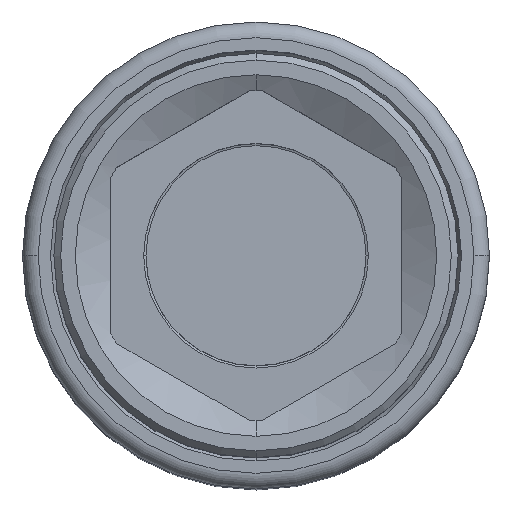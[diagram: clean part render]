
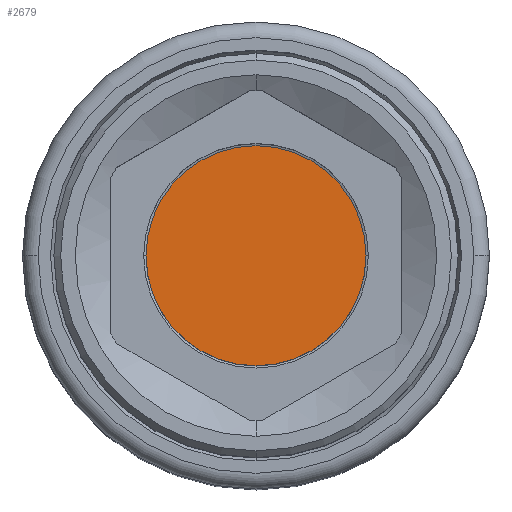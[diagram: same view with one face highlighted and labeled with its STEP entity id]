
A CAD part, top view. The second image highlights one B-rep face of the part: STEP entity #2679.
In plain terms, the highlighted planar face has unit normal (0, 0, 1).
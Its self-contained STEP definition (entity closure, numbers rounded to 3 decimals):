
#2632=CARTESIAN_POINT('',(0.,0.,94.));
#2633=DIRECTION('',(0.,0.,1.));
#2634=DIRECTION('',(1.,0.,0.));
#2635=AXIS2_PLACEMENT_3D('',#2632,#2633,#2634);
#2637=CARTESIAN_POINT('',(0.,0.,94.));
#2638=DIRECTION('',(0.,0.,1.));
#2639=DIRECTION('',(-1.,0.,0.));
#2640=AXIS2_PLACEMENT_3D('',#2637,#2638,#2639);
#2660=CARTESIAN_POINT('',(4.9,0.,94.));
#2661=CARTESIAN_POINT('',(-4.9,0.,94.));
#2662=VERTEX_POINT('',#2660);
#2663=VERTEX_POINT('',#2661);
#2668=CARTESIAN_POINT('',(0.,0.,94.));
#2669=DIRECTION('',(0.,0.,1.));
#2670=DIRECTION('',(1.,0.,0.));
#2671=AXIS2_PLACEMENT_3D('',#2668,#2669,#2670);
#2672=PLANE('',#2671);
#2674=ORIENTED_EDGE('',*,*,#2673,.F.);
#2676=ORIENTED_EDGE('',*,*,#2675,.F.);
#2677=EDGE_LOOP('',(#2674,#2676));
#2678=FACE_OUTER_BOUND('',#2677,.F.);
#2679=ADVANCED_FACE('',(#2678),#2672,.T.);
#2636=CIRCLE('',#2635,4.9);
#2641=CIRCLE('',#2640,4.9);
#2673=EDGE_CURVE('',#2662,#2663,#2636,.T.);
#2675=EDGE_CURVE('',#2663,#2662,#2641,.T.);
